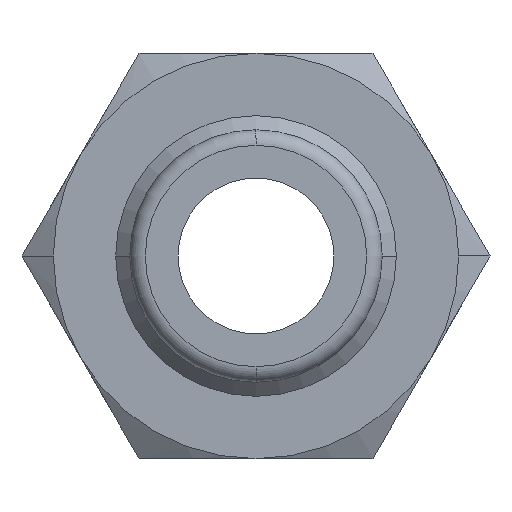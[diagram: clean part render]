
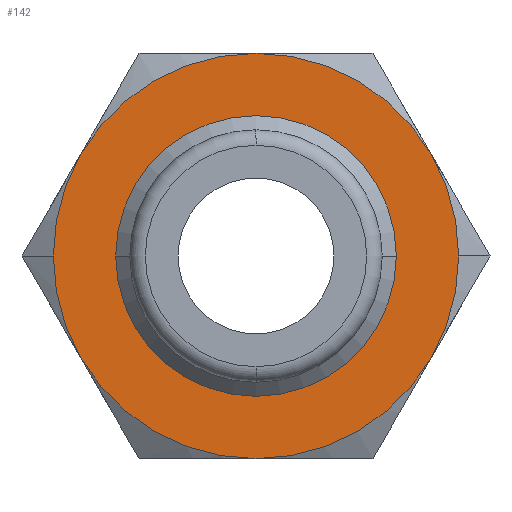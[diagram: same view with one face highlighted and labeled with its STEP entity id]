
A CAD part, front view. The second image highlights one B-rep face of the part: STEP entity #142.
In plain terms, the highlighted planar face has unit normal (0, -1, 0).
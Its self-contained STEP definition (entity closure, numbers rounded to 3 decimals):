
#142=ADVANCED_FACE('',(#292,#293),#294,.T.);
#292=FACE_OUTER_BOUND('',#447,.T.);
#293=FACE_BOUND('',#448,.T.);
#294=PLANE('',#449);
#447=EDGE_LOOP('',(#773,#774,#775,#776,#777,#778,#779,#780));
#448=EDGE_LOOP('',(#781,#782));
#449=AXIS2_PLACEMENT_3D('',#783,#784,#785);
#773=ORIENTED_EDGE('',*,*,#1007,.F.);
#774=ORIENTED_EDGE('',*,*,#993,.F.);
#775=ORIENTED_EDGE('',*,*,#983,.F.);
#776=ORIENTED_EDGE('',*,*,#1015,.F.);
#777=ORIENTED_EDGE('',*,*,#1011,.F.);
#778=ORIENTED_EDGE('',*,*,#999,.F.);
#779=ORIENTED_EDGE('',*,*,#1016,.F.);
#780=ORIENTED_EDGE('',*,*,#939,.F.);
#781=ORIENTED_EDGE('',*,*,#1003,.F.);
#782=ORIENTED_EDGE('',*,*,#972,.F.);
#783=CARTESIAN_POINT('',(3.25,14.0,0.0));
#784=DIRECTION('',(-0.0,-1.0,-0.0));
#785=DIRECTION('',(-1.0,0.0,0.0));
#939=EDGE_CURVE('',#1121,#1124,#1125,.T.);
#972=EDGE_CURVE('',#1167,#1169,#1170,.T.);
#983=EDGE_CURVE('',#1183,#1157,#1185,.T.);
#993=EDGE_CURVE('',#1157,#1199,#1200,.T.);
#999=EDGE_CURVE('',#1205,#1190,#1207,.T.);
#1003=EDGE_CURVE('',#1169,#1167,#1211,.T.);
#1007=EDGE_CURVE('',#1199,#1121,#1215,.T.);
#1011=EDGE_CURVE('',#1190,#1218,#1220,.T.);
#1015=EDGE_CURVE('',#1218,#1183,#1224,.T.);
#1016=EDGE_CURVE('',#1124,#1205,#1225,.T.);
#1121=VERTEX_POINT('',#1363);
#1124=VERTEX_POINT('',#1367);
#1125=CIRCLE('',#1368,6.5);
#1157=VERTEX_POINT('',#1451);
#1167=VERTEX_POINT('',#1496);
#1169=VERTEX_POINT('',#1499);
#1170=CIRCLE('',#1500,4.5);
#1183=VERTEX_POINT('',#1528);
#1185=CIRCLE('',#1541,6.5);
#1190=VERTEX_POINT('',#1557);
#1199=VERTEX_POINT('',#1601);
#1200=CIRCLE('',#1602,6.5);
#1205=VERTEX_POINT('',#1618);
#1207=CIRCLE('',#1631,6.5);
#1211=CIRCLE('',#1646,4.5);
#1215=CIRCLE('',#1661,6.5);
#1218=VERTEX_POINT('',#1664);
#1220=CIRCLE('',#1667,6.5);
#1224=CIRCLE('',#1671,6.5);
#1225=CIRCLE('',#1672,6.5);
#1363=CARTESIAN_POINT('',(6.5,14.0,0.));
#1367=CARTESIAN_POINT('',(5.629,14.0,-3.25));
#1368=AXIS2_PLACEMENT_3D('',#1849,#1850,#1851);
#1451=CARTESIAN_POINT('',(0.,14.0,6.5));
#1496=CARTESIAN_POINT('',(4.5,14.0,0.));
#1499=CARTESIAN_POINT('',(-4.5,14.0,0.));
#1500=AXIS2_PLACEMENT_3D('',#1880,#1881,#1882);
#1528=CARTESIAN_POINT('',(-5.629,14.0,3.25));
#1541=AXIS2_PLACEMENT_3D('',#1890,#1891,#1892);
#1557=CARTESIAN_POINT('',(-5.629,14.0,-3.25));
#1601=CARTESIAN_POINT('',(5.629,14.0,3.25));
#1602=AXIS2_PLACEMENT_3D('',#1895,#1896,#1897);
#1618=CARTESIAN_POINT('',(0.0,14.0,-6.5));
#1631=AXIS2_PLACEMENT_3D('',#1901,#1902,#1903);
#1646=AXIS2_PLACEMENT_3D('',#1904,#1905,#1906);
#1661=AXIS2_PLACEMENT_3D('',#1907,#1908,#1909);
#1664=CARTESIAN_POINT('',(-6.5,14.0,0.));
#1667=AXIS2_PLACEMENT_3D('',#1911,#1912,#1913);
#1671=AXIS2_PLACEMENT_3D('',#1917,#1918,#1919);
#1672=AXIS2_PLACEMENT_3D('',#1920,#1921,#1922);
#1849=CARTESIAN_POINT('',(0.0,14.0,0.0));
#1850=DIRECTION('',(-0.0,1.0,0.0));
#1851=DIRECTION('',(1.0,0.0,0.0));
#1880=CARTESIAN_POINT('',(0.0,14.0,0.0));
#1881=DIRECTION('',(0.0,-1.0,0.0));
#1882=DIRECTION('',(1.0,0.0,0.0));
#1890=CARTESIAN_POINT('',(0.0,14.0,0.0));
#1891=DIRECTION('',(-0.0,1.0,0.0));
#1892=DIRECTION('',(1.0,0.0,0.0));
#1895=CARTESIAN_POINT('',(0.0,14.0,0.0));
#1896=DIRECTION('',(-0.0,1.0,0.0));
#1897=DIRECTION('',(1.0,0.0,0.0));
#1901=CARTESIAN_POINT('',(0.0,14.0,0.0));
#1902=DIRECTION('',(-0.0,1.0,0.0));
#1903=DIRECTION('',(1.0,0.0,0.0));
#1904=CARTESIAN_POINT('',(0.0,14.0,0.0));
#1905=DIRECTION('',(0.0,-1.0,0.0));
#1906=DIRECTION('',(1.0,0.0,0.0));
#1907=CARTESIAN_POINT('',(0.0,14.0,0.0));
#1908=DIRECTION('',(-0.0,1.0,0.0));
#1909=DIRECTION('',(1.0,0.0,0.0));
#1911=CARTESIAN_POINT('',(0.0,14.0,0.0));
#1912=DIRECTION('',(-0.0,1.0,0.0));
#1913=DIRECTION('',(1.0,0.0,0.0));
#1917=CARTESIAN_POINT('',(0.0,14.0,0.0));
#1918=DIRECTION('',(-0.0,1.0,0.0));
#1919=DIRECTION('',(1.0,0.0,0.0));
#1920=CARTESIAN_POINT('',(0.0,14.0,0.0));
#1921=DIRECTION('',(-0.0,1.0,0.0));
#1922=DIRECTION('',(1.0,0.0,0.0));
